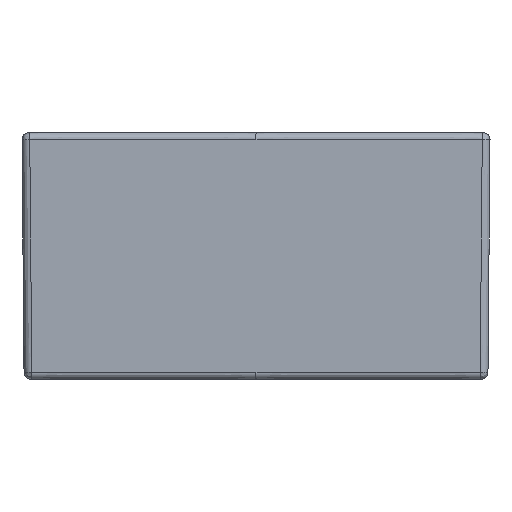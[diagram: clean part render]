
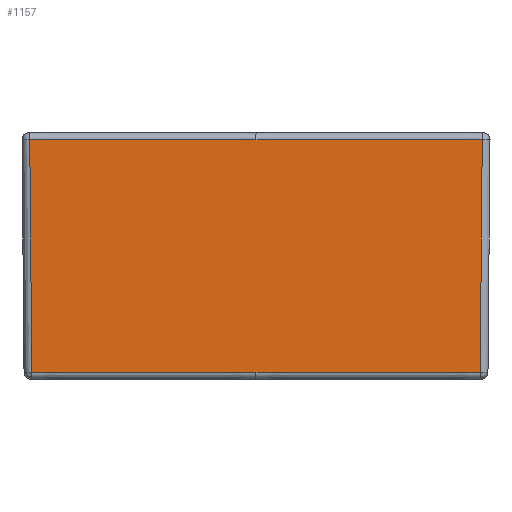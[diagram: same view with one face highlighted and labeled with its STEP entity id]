
A CAD part, left-side view. The second image highlights one B-rep face of the part: STEP entity #1157.
In plain terms, the highlighted free-form (B-spline) face has degree [1, 3] with [2, 4] control points.
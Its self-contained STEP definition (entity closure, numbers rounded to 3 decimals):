
#795=B_SPLINE_SURFACE_WITH_KNOTS('',1,3,((#6958,#6959,#6960,#6961),(#6962,
#6963,#6964,#6965)),.UNSPECIFIED.,.F.,.F.,.F.,(2,2),(4,4),(0.,1.),(0.,1.),
 .UNSPECIFIED.);
#822=FACE_OUTER_BOUND('',#1549,.T.);
#1157=ADVANCED_FACE('',(#822),#795,.T.);
#1549=EDGE_LOOP('',(#1943,#1944,#1945,#1946,#1947,#1948));
#1943=ORIENTED_EDGE('',*,*,#3925,.F.);
#1944=ORIENTED_EDGE('',*,*,#3926,.T.);
#1945=ORIENTED_EDGE('',*,*,#3927,.T.);
#1946=ORIENTED_EDGE('',*,*,#3928,.T.);
#1947=ORIENTED_EDGE('',*,*,#3929,.T.);
#1948=ORIENTED_EDGE('',*,*,#3930,.T.);
#3485=VERTEX_POINT('',#6920);
#3486=VERTEX_POINT('',#6921);
#3487=VERTEX_POINT('',#6926);
#3488=VERTEX_POINT('',#6931);
#3489=VERTEX_POINT('',#6948);
#3490=VERTEX_POINT('',#6953);
#3925=EDGE_CURVE('',#3485,#3486,#4694,.T.);
#3926=EDGE_CURVE('',#3485,#3487,#4695,.T.);
#3927=EDGE_CURVE('',#3487,#3488,#4696,.T.);
#3928=EDGE_CURVE('',#3488,#3489,#4697,.T.);
#3929=EDGE_CURVE('',#3489,#3490,#4698,.T.);
#3930=EDGE_CURVE('',#3490,#3486,#4699,.T.);
#4694=B_SPLINE_CURVE_WITH_KNOTS('',3,(#6904,#6905,#6906,#6907,#6908,#6909,
#6910,#6911,#6912,#6913,#6914,#6915,#6916,#6917,#6918,#6919),
 .UNSPECIFIED.,.F.,.F.,(4,3,3,3,3,4),(0.,0.165,0.431,
0.498,0.817,1.),.UNSPECIFIED.);
#4695=B_SPLINE_CURVE_WITH_KNOTS('',3,(#6922,#6923,#6924,#6925),
 .UNSPECIFIED.,.F.,.F.,(4,4),(0.,1.),.UNSPECIFIED.);
#4696=B_SPLINE_CURVE_WITH_KNOTS('',3,(#6927,#6928,#6929,#6930),
 .UNSPECIFIED.,.F.,.F.,(4,4),(0.,1.),.UNSPECIFIED.);
#4697=B_SPLINE_CURVE_WITH_KNOTS('',3,(#6932,#6933,#6934,#6935,#6936,#6937,
#6938,#6939,#6940,#6941,#6942,#6943,#6944,#6945,#6946,#6947),
 .UNSPECIFIED.,.F.,.F.,(4,3,3,3,3,4),(0.,0.165,0.431,
0.498,0.817,1.),.UNSPECIFIED.);
#4698=B_SPLINE_CURVE_WITH_KNOTS('',3,(#6949,#6950,#6951,#6952),
 .UNSPECIFIED.,.F.,.F.,(4,4),(0.,1.),.UNSPECIFIED.);
#4699=B_SPLINE_CURVE_WITH_KNOTS('',3,(#6954,#6955,#6956,#6957),
 .UNSPECIFIED.,.F.,.F.,(4,4),(0.,1.),.UNSPECIFIED.);
#6904=CARTESIAN_POINT('',(-222.064,193.016,-54.338));
#6905=CARTESIAN_POINT('',(-222.179,193.131,-41.166));
#6906=CARTESIAN_POINT('',(-222.294,193.246,-27.994));
#6907=CARTESIAN_POINT('',(-222.409,193.361,-14.822));
#6908=CARTESIAN_POINT('',(-222.595,193.547,6.512));
#6909=CARTESIAN_POINT('',(-222.781,193.733,27.847));
#6910=CARTESIAN_POINT('',(-222.967,193.92,49.181));
#6911=CARTESIAN_POINT('',(-223.014,193.966,54.515));
#6912=CARTESIAN_POINT('',(-223.06,194.013,59.849));
#6913=CARTESIAN_POINT('',(-223.107,194.059,65.182));
#6914=CARTESIAN_POINT('',(-223.329,194.282,90.68));
#6915=CARTESIAN_POINT('',(-223.552,194.504,116.178));
#6916=CARTESIAN_POINT('',(-223.774,194.727,141.676));
#6917=CARTESIAN_POINT('',(-223.902,194.855,156.349));
#6918=CARTESIAN_POINT('',(-224.03,194.983,171.022));
#6919=CARTESIAN_POINT('',(-224.158,195.111,185.695));
#6920=CARTESIAN_POINT('',(-222.064,193.016,-54.338));
#6921=CARTESIAN_POINT('',(-224.158,195.111,185.695));
#6922=CARTESIAN_POINT('',(-222.064,193.016,-54.338));
#6923=CARTESIAN_POINT('',(-222.064,115.959,-54.338));
#6924=CARTESIAN_POINT('',(-222.064,38.902,-54.338));
#6925=CARTESIAN_POINT('',(-222.064,-38.156,-54.338));
#6926=CARTESIAN_POINT('',(-222.064,-38.156,-54.338));
#6927=CARTESIAN_POINT('',(-222.064,-38.156,-54.338));
#6928=CARTESIAN_POINT('',(-222.064,-115.213,-54.338));
#6929=CARTESIAN_POINT('',(-222.064,-192.27,-54.338));
#6930=CARTESIAN_POINT('',(-222.064,-269.327,-54.338));
#6931=CARTESIAN_POINT('',(-222.064,-269.327,-54.338));
#6932=CARTESIAN_POINT('',(-222.064,-269.327,-54.338));
#6933=CARTESIAN_POINT('',(-222.179,-269.442,-41.166));
#6934=CARTESIAN_POINT('',(-222.294,-269.557,-27.994));
#6935=CARTESIAN_POINT('',(-222.409,-269.672,-14.822));
#6936=CARTESIAN_POINT('',(-222.595,-269.858,6.512));
#6937=CARTESIAN_POINT('',(-222.781,-270.045,27.847));
#6938=CARTESIAN_POINT('',(-222.967,-270.231,49.181));
#6939=CARTESIAN_POINT('',(-223.014,-270.277,54.515));
#6940=CARTESIAN_POINT('',(-223.06,-270.324,59.849));
#6941=CARTESIAN_POINT('',(-223.107,-270.37,65.182));
#6942=CARTESIAN_POINT('',(-223.329,-270.593,90.68));
#6943=CARTESIAN_POINT('',(-223.552,-270.815,116.178));
#6944=CARTESIAN_POINT('',(-223.774,-271.038,141.676));
#6945=CARTESIAN_POINT('',(-223.902,-271.166,156.349));
#6946=CARTESIAN_POINT('',(-224.03,-271.294,171.022));
#6947=CARTESIAN_POINT('',(-224.158,-271.422,185.695));
#6948=CARTESIAN_POINT('',(-224.158,-271.422,185.695));
#6949=CARTESIAN_POINT('',(-224.158,-271.422,185.695));
#6950=CARTESIAN_POINT('',(-224.158,-193.667,185.695));
#6951=CARTESIAN_POINT('',(-224.158,-115.911,185.695));
#6952=CARTESIAN_POINT('',(-224.158,-38.156,185.695));
#6953=CARTESIAN_POINT('',(-224.158,-38.156,185.695));
#6954=CARTESIAN_POINT('',(-224.158,-38.156,185.695));
#6955=CARTESIAN_POINT('',(-224.158,39.6,185.695));
#6956=CARTESIAN_POINT('',(-224.158,117.355,185.695));
#6957=CARTESIAN_POINT('',(-224.158,195.111,185.695));
#6958=CARTESIAN_POINT('',(-221.56,-271.685,-112.085));
#6959=CARTESIAN_POINT('',(-221.56,-114.416,-112.085));
#6960=CARTESIAN_POINT('',(-221.56,42.853,-112.085));
#6961=CARTESIAN_POINT('',(-221.56,200.122,-112.085));
#6962=CARTESIAN_POINT('',(-224.22,-271.685,192.757));
#6963=CARTESIAN_POINT('',(-224.22,-114.416,192.757));
#6964=CARTESIAN_POINT('',(-224.22,42.853,192.757));
#6965=CARTESIAN_POINT('',(-224.22,200.122,192.757));
